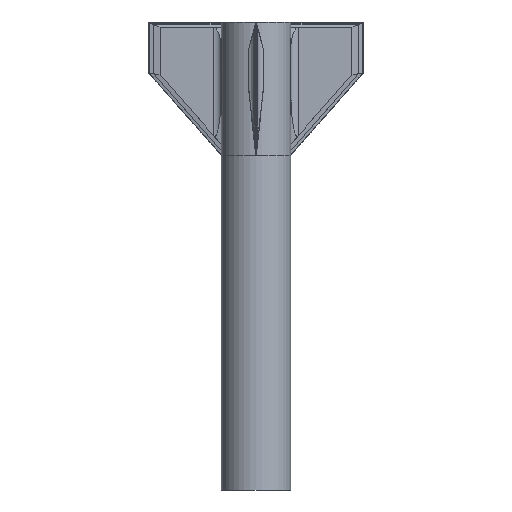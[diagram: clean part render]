
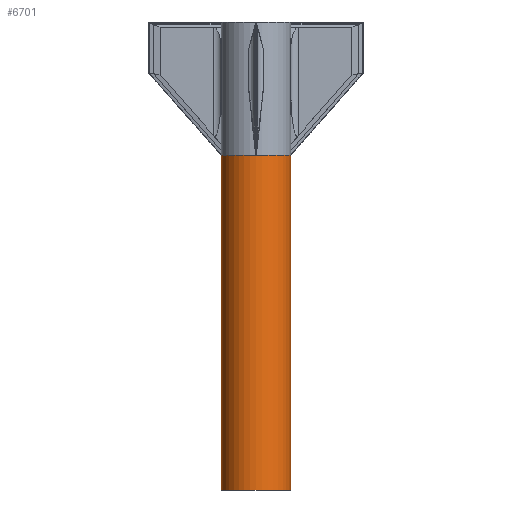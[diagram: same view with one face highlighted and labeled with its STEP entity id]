
A CAD part, front view. The second image highlights one B-rep face of the part: STEP entity #6701.
In plain terms, the highlighted cylindrical face has radius 78.36 mm (diameter 156.72 mm), a partial arc.
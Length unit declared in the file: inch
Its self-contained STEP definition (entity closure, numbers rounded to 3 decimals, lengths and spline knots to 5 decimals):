
#10 = ORIENTED_EDGE ( 'NONE', *, *, #5928, .F. ) ;
#237 = DIRECTION ( 'NONE',  ( 0., 0., -1. ) ) ;
#806 = FACE_OUTER_BOUND ( 'NONE', #4441, .T. ) ;
#828 = DIRECTION ( 'NONE',  ( 0., 0., 1. ) ) ;
#1199 = CIRCLE ( 'NONE', #6564, 3.08504 ) ;
#1227 = AXIS2_PLACEMENT_3D ( 'NONE', #8697, #5042, #7978 ) ;
#1337 = LINE ( 'NONE', #3638, #4906 ) ;
#1621 = DIRECTION ( 'NONE',  ( 1., 0., 0. ) ) ;
#1984 = VERTEX_POINT ( 'NONE', #2792 ) ;
#2443 = ORIENTED_EDGE ( 'NONE', *, *, #3470, .T. ) ;
#2717 = ORIENTED_EDGE ( 'NONE', *, *, #5554, .F. ) ;
#2792 = CARTESIAN_POINT ( 'NONE',  ( 0., 0.0625, -41.41575 ) ) ;
#3155 = AXIS2_PLACEMENT_3D ( 'NONE', #3163, #8149, #1621 ) ;
#3163 = CARTESIAN_POINT ( 'NONE',  ( -3.08504, 0.0625, -47.78583 ) ) ;
#3208 = CYLINDRICAL_SURFACE ( 'NONE', #3155, 3.08504 ) ;
#3470 = EDGE_CURVE ( 'NONE', #1984, #7287, #4522, .T. ) ;
#3638 = CARTESIAN_POINT ( 'NONE',  ( -6.17008, 0.0625, -47.78583 ) ) ;
#3916 = EDGE_CURVE ( 'NONE', #7287, #9170, #1199, .T. ) ;
#3972 = VERTEX_POINT ( 'NONE', #6424 ) ;
#4297 = CARTESIAN_POINT ( 'NONE',  ( 0., 0.0625, -11.78583 ) ) ;
#4318 = CARTESIAN_POINT ( 'NONE',  ( -6.17008, 0.0625, -11.78583 ) ) ;
#4441 = EDGE_LOOP ( 'NONE', ( #10, #2717, #2443, #9090 ) ) ;
#4448 = CIRCLE ( 'NONE', #1227, 3.08504 ) ;
#4522 = LINE ( 'NONE', #7405, #4734 ) ;
#4734 = VECTOR ( 'NONE', #828, 39.37008 ) ;
#4906 = VECTOR ( 'NONE', #8682, 39.37008 ) ;
#5042 = DIRECTION ( 'NONE',  ( 0., 0., -1. ) ) ;
#5554 = EDGE_CURVE ( 'NONE', #1984, #3972, #4448, .T. ) ;
#5650 = DIRECTION ( 'NONE',  ( -1., 0., 0. ) ) ;
#5928 = EDGE_CURVE ( 'NONE', #3972, #9170, #1337, .T. ) ;
#6424 = CARTESIAN_POINT ( 'NONE',  ( -6.17008, 0.0625, -41.41575 ) ) ;
#6564 = AXIS2_PLACEMENT_3D ( 'NONE', #6812, #237, #5650 ) ;
#6701 = ADVANCED_FACE ( 'NONE', ( #806 ), #3208, .T. ) ;
#6812 = CARTESIAN_POINT ( 'NONE',  ( -3.08504, 0.0625, -11.78583 ) ) ;
#7287 = VERTEX_POINT ( 'NONE', #4297 ) ;
#7405 = CARTESIAN_POINT ( 'NONE',  ( 0., 0.0625, -47.78583 ) ) ;
#7978 = DIRECTION ( 'NONE',  ( -1., 0., 0. ) ) ;
#8149 = DIRECTION ( 'NONE',  ( 0., 0., 1. ) ) ;
#8682 = DIRECTION ( 'NONE',  ( 0., 0., 1. ) ) ;
#8697 = CARTESIAN_POINT ( 'NONE',  ( -3.08504, 0.0625, -41.41575 ) ) ;
#9090 = ORIENTED_EDGE ( 'NONE', *, *, #3916, .T. ) ;
#9170 = VERTEX_POINT ( 'NONE', #4318 ) ;
